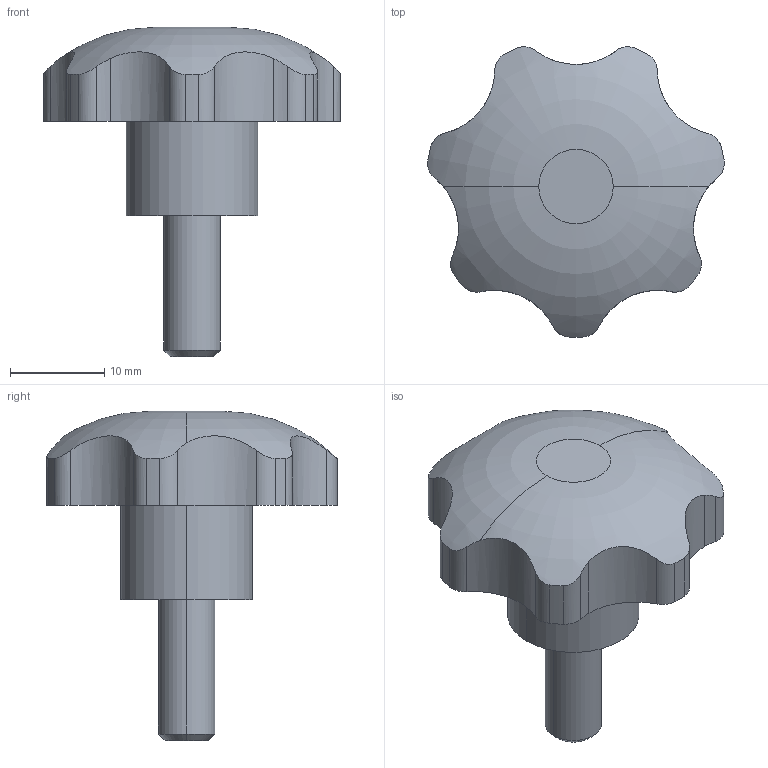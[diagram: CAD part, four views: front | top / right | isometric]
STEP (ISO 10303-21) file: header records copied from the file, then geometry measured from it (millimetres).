
FILE_DESCRIPTION(('STEP AP214'),'1');
FILE_NAME('cctmp_06ABBA73-5C09-4003-8248-7183AF7442DB_2020_1_9_16_54_57_172..stp','2020-01-09T15:54:57',('Bosch Rexroth AG'),('CADClick - www.CADClick.com'),'Spatial InterOp 3D',' ','unknown authorization - (Healing Option Enabled)');
FILE_SCHEMA(('AUTOMOTIVE_DESIGN'));
Length unit declared in the file: millimetre
Products named in the file (1): 2020_01_09__16-54-57-172
Bounding box: 31.55 x 30.87 x 35 mm (x, y, z)
Volume: 7561.8 mm3; surface area: 2742.4 mm2
Topology: 1 solids, 1 shells, 43 faces, 115 edges, 76 vertices
Faces by surface type: cylinder 35, plane 4, torus 2, cone 2
Entity records: 2121 total; most frequent: CARTESIAN_POINT 675, ORIENTED_EDGE 230, DIRECTION 229, EDGE_CURVE 115, AXIS2_PLACEMENT_3D 96, VERTEX_POINT 76, CIRCLE 52, EDGE_LOOP 45
